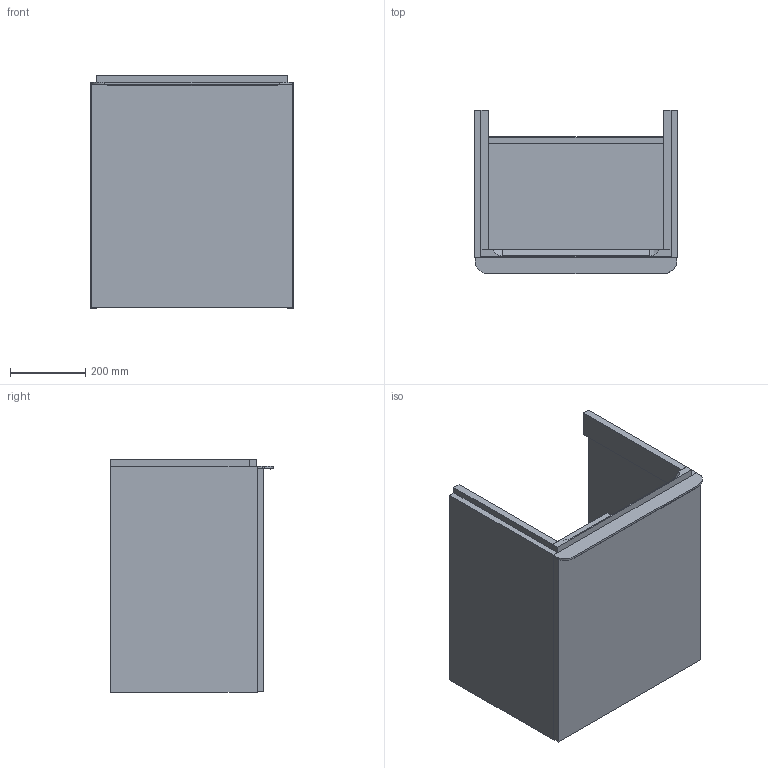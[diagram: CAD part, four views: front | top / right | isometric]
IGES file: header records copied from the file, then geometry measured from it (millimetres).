
Global section: file name: 500366; native system: Autodesk Inventor 2018; preprocessor: unknown; author: JANAN; date: 20200430.092708; units: millimetre
Bounding box: 536 x 432.5 x 617 mm (x, y, z)
Volume: 19252862 mm3; surface area: 2644032.2 mm2
Topology: 9 solids, 9 shells, 94 faces, 219 edges, 146 vertices
Faces by surface type: bspline 94
